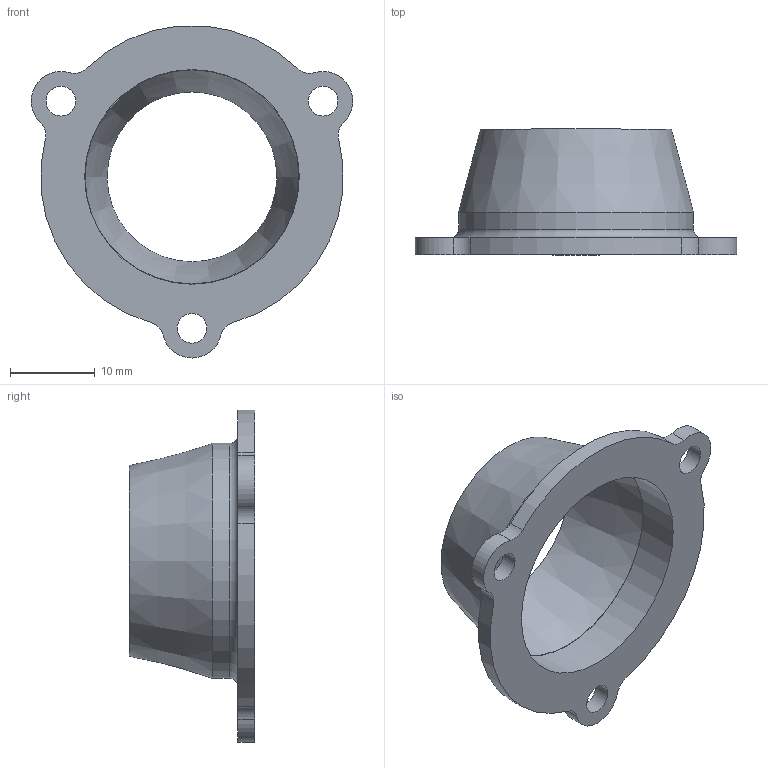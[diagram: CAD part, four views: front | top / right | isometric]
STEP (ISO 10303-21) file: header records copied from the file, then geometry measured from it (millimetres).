
FILE_DESCRIPTION(/* description */ (''),/* implementation_level */ '2;1');
FILE_NAME(/* name */ 'cone drum.stp',/* time_stamp */ '2025-08-13T00:08:14-07:00',/* author */ ('devan'),/* organization */ (''),/* preprocessor_version */ 'ST-DEVELOPER v20',/* originating_system */ 'Autodesk Inventor 2025',/* authorisation */ '');
FILE_SCHEMA (('AUTOMOTIVE_DESIGN { 1 0 10303 214 3 1 1 }'));
Length unit declared in the file: millimetre
Products named in the file (1): drum
Bounding box: 37.92 x 14.8 x 39.13 mm (x, y, z)
Volume: 2293.5 mm3; surface area: 3504.3 mm2
Topology: 1 solids, 1 shells, 24 faces, 59 edges, 39 vertices
Faces by surface type: cylinder 17, plane 4, cone 2, torus 1
Full cylindrical faces by diameter (mm): 3.5 x3, 25.3 x1, 27.7 x1
Entity records: 794 total; most frequent: DIRECTION 149, CARTESIAN_POINT 123, ORIENTED_EDGE 118, AXIS2_PLACEMENT_3D 65, EDGE_CURVE 59, CIRCLE 40, VERTEX_POINT 39, EDGE_LOOP 34
